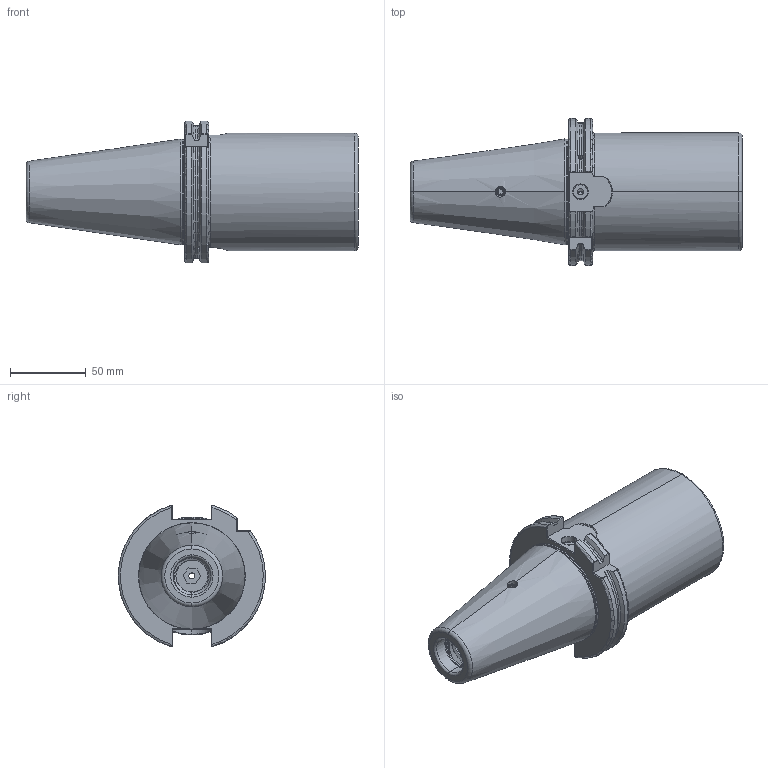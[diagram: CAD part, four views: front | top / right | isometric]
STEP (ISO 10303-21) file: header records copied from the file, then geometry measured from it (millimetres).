
FILE_DESCRIPTION (( 'STEP AP203' ), '1' );
FILE_NAME ('502.08.05A.STEP', '2016-07-16T08:54:50', ( '' ), ( '' ), 'SwSTEP 2.0', 'SolidWorks 2012', '' );
FILE_SCHEMA (( 'CONFIG_CONTROL_DESIGN' ));
Products named in the file (5): 2-02.000.0060100C2_M6xP01-10L; 2-41371009AF_M36xP1.5_14L; 502.08.05A; 2-01130073_M20xP2.5-51L
Assembly tree (4 placements, depth 2):
  502.08.05A
    502.08.05A
    2-01130073_M20xP2.5-51L
    2-02.000.0060100C2_M6xP01-10L
    2-41371009AF_M36xP1.5_14L
Bounding box: 219.75 x 97.33 x 93.81 mm (x, y, z)
Volume: 620465.2 mm3; surface area: 100367.3 mm2
Topology: 4 solids, 4 shells, 432 faces, 1179 edges, 748 vertices
Faces by surface type: cylinder 187, plane 78, bspline 73, cone 56, torus 38
Entity records: 75198 total; most frequent: CARTESIAN_POINT 65461, ORIENTED_EDGE 2334, DIRECTION 1486, EDGE_CURVE 1167, VERTEX_POINT 748, AXIS2_PLACEMENT_3D 572, EDGE_LOOP 449, FACE_OUTER_BOUND 432
